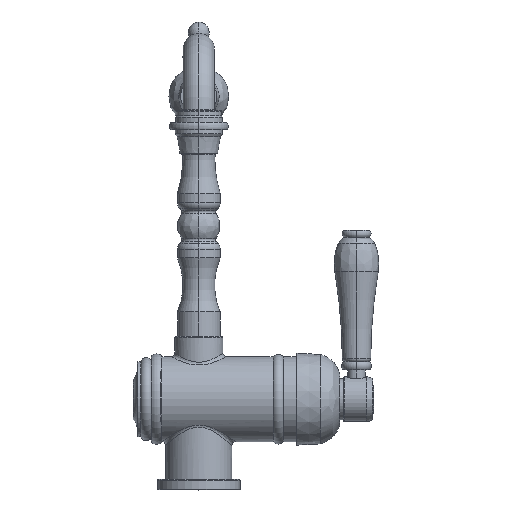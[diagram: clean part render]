
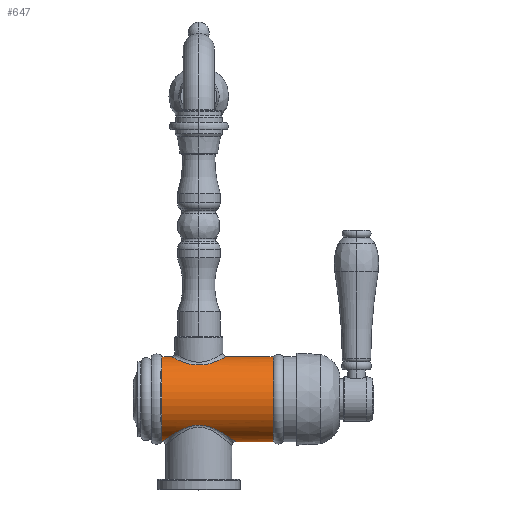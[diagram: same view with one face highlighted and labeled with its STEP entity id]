
A CAD part, top view. The second image highlights one B-rep face of the part: STEP entity #647.
In plain terms, the highlighted cylindrical face has radius 24.5 mm (diameter 49 mm), a partial arc.
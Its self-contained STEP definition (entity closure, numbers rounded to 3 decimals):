
#2=DIRECTION('',(1.,0.,0.));
#3=VECTOR('',#2,25.2);
#4=CARTESIAN_POINT('',(21.,-24.5,0.));
#5=LINE('',#4,#3);
#16=DIRECTION('',(1.,0.,0.));
#17=VECTOR('',#16,0.8);
#18=CARTESIAN_POINT('',(-21.8,-24.5,0.));
#19=LINE('',#18,#17);
#79=CARTESIAN_POINT('',(21.,-24.5,
0.));
#80=CARTESIAN_POINT('',(21.,-24.5,0.756));
#81=CARTESIAN_POINT('',(20.905,-24.43,2.312));
#82=CARTESIAN_POINT('',(20.421,-24.077,4.766));
#83=CARTESIAN_POINT('',(19.538,-23.44,7.289));
#84=CARTESIAN_POINT('',(18.21,-22.505,9.812));
#85=CARTESIAN_POINT('',(16.38,-21.261,12.28));
#86=CARTESIAN_POINT('',(13.998,-19.739,14.596));
#87=CARTESIAN_POINT('',(11.186,-18.131,16.527));
#88=CARTESIAN_POINT('',(8.453,-16.816,17.84));
#89=CARTESIAN_POINT('',(5.822,-15.832,18.707));
#90=CARTESIAN_POINT('',(3.376,-15.216,19.205));
#91=CARTESIAN_POINT('',(1.076,-14.928,19.427));
#92=CARTESIAN_POINT('',(-1.161,-14.934,19.423));
#93=CARTESIAN_POINT('',(-3.458,-15.232,19.192));
#94=CARTESIAN_POINT('',(-5.898,-15.856,18.687));
#95=CARTESIAN_POINT('',(-8.519,-16.845,17.813));
#96=CARTESIAN_POINT('',(-11.242,-18.161,16.494));
#97=CARTESIAN_POINT('',(-14.048,-19.77,14.555));
#98=CARTESIAN_POINT('',(-16.42,-21.288,12.235));
#99=CARTESIAN_POINT('',(-18.24,-22.525,9.765));
#100=CARTESIAN_POINT('',(-19.559,-23.455,7.241));
#101=CARTESIAN_POINT('',(-20.434,-24.086,4.718));
#102=CARTESIAN_POINT('',(-20.909,-24.433,2.272));
#103=CARTESIAN_POINT('',(-21.,-24.5,
0.74));
#104=CARTESIAN_POINT('',(-21.,-24.5,
0.));
#138=CARTESIAN_POINT('',(-21.8,0.,0.));
#139=DIRECTION('',(-1.,0.,0.));
#140=DIRECTION('',(0.,-1.,0.));
#141=AXIS2_PLACEMENT_3D('',#138,#139,#140);
#143=DIRECTION('',(1.,0.,0.));
#144=VECTOR('',#143,5.95);
#145=CARTESIAN_POINT('',(-21.8,24.5,0.));
#146=LINE('',#145,#144);
#147=DIRECTION('',(1.,0.,0.));
#148=VECTOR('',#147,30.35);
#149=CARTESIAN_POINT('',(15.85,24.5,0.));
#150=LINE('',#149,#148);
#151=CARTESIAN_POINT('',(46.2,0.,0.));
#152=DIRECTION('',(1.,0.,0.));
#153=DIRECTION('',(0.,1.,0.));
#154=AXIS2_PLACEMENT_3D('',#151,#152,#153);
#156=CARTESIAN_POINT('',(-15.85,24.5,0.));
#157=CARTESIAN_POINT('',(-15.85,24.5,0.377));
#158=CARTESIAN_POINT('',(-15.818,24.482,1.167));
#159=CARTESIAN_POINT('',(-15.651,24.39,2.442));
#160=CARTESIAN_POINT('',(-15.326,24.213,3.834));
#161=CARTESIAN_POINT('',(-14.796,23.928,5.342));
#162=CARTESIAN_POINT('',(-14.001,23.514,6.952));
#163=CARTESIAN_POINT('',(-12.879,22.955,8.626));
#164=CARTESIAN_POINT('',(-11.348,22.247,10.317));
#165=CARTESIAN_POINT('',(-9.393,21.444,11.887));
#166=CARTESIAN_POINT('',(-7.118,20.672,13.172));
#167=CARTESIAN_POINT('',(-4.662,20.063,14.069));
#168=CARTESIAN_POINT('',(-2.371,19.72,14.54));
#169=CARTESIAN_POINT('',(-0.067,19.595,14.706));
#170=CARTESIAN_POINT('',(2.246,19.707,14.557));
#171=CARTESIAN_POINT('',(4.521,20.036,14.107));
#172=CARTESIAN_POINT('',(6.971,20.629,13.238));
#173=CARTESIAN_POINT('',(9.264,21.396,11.974));
#174=CARTESIAN_POINT('',(11.249,22.203,10.412));
#175=CARTESIAN_POINT('',(12.813,22.923,8.711));
#176=CARTESIAN_POINT('',(13.96,23.493,7.024));
#177=CARTESIAN_POINT('',(14.773,23.916,5.398));
#178=CARTESIAN_POINT('',(15.315,24.207,3.875));
#179=CARTESIAN_POINT('',(15.647,24.388,2.468));
#180=CARTESIAN_POINT('',(15.818,24.482,1.179));
#181=CARTESIAN_POINT('',(15.85,24.5,0.381));
#182=CARTESIAN_POINT('',(15.85,24.5,0.));
#336=VERTEX_POINT('',#156);
#337=VERTEX_POINT('',#182);
#340=VERTEX_POINT('',#79);
#341=VERTEX_POINT('',#104);
#344=CARTESIAN_POINT('',(-21.8,24.5,0.));
#345=CARTESIAN_POINT('',(-21.8,-24.5,0.));
#346=VERTEX_POINT('',#344);
#347=VERTEX_POINT('',#345);
#348=CARTESIAN_POINT('',(46.2,24.5,0.));
#349=CARTESIAN_POINT('',(46.2,-24.5,0.));
#350=VERTEX_POINT('',#348);
#351=VERTEX_POINT('',#349);
#629=CARTESIAN_POINT('',(-23.3,0.,0.));
#630=DIRECTION('',(1.,0.,0.));
#631=DIRECTION('',(0.,-1.,0.));
#632=AXIS2_PLACEMENT_3D('',#629,#630,#631);
#633=CYLINDRICAL_SURFACE('',#632,24.5);
#634=ORIENTED_EDGE('',*,*,#620,.T.);
#635=ORIENTED_EDGE('',*,*,#379,.F.);
#637=ORIENTED_EDGE('',*,*,#636,.T.);
#638=ORIENTED_EDGE('',*,*,#375,.T.);
#640=ORIENTED_EDGE('',*,*,#639,.T.);
#641=ORIENTED_EDGE('',*,*,#371,.T.);
#643=ORIENTED_EDGE('',*,*,#642,.T.);
#644=ORIENTED_EDGE('',*,*,#367,.F.);
#645=EDGE_LOOP('',(#634,#635,#637,#638,#640,#641,#643,#644));
#646=FACE_OUTER_BOUND('',#645,.F.);
#647=ADVANCED_FACE('',(#646),#633,.T.);
#105=B_SPLINE_CURVE_WITH_KNOTS('',3,(#79,#80,#81,#82,#83,#84,#85,#86,#87,#88,
#89,#90,#91,#92,#93,#94,#95,#96,#97,#98,#99,#100,#101,#102,#103,#104),
.UNSPECIFIED.,.F.,.F.,(4,1,1,1,1,1,1,1,1,1,1,1,1,1,1,1,1,1,1,1,1,1,1,4),(0.,
0.043,0.087,0.13,0.174,
0.217,0.261,0.304,0.348,
0.391,0.435,0.478,0.522,
0.565,0.609,0.652,0.696,
0.739,0.783,0.826,0.87,
0.913,0.957,1.),.UNSPECIFIED.);
#142=CIRCLE('',#141,24.5);
#155=CIRCLE('',#154,24.5);
#183=B_SPLINE_CURVE_WITH_KNOTS('',3,(#156,#157,#158,#159,#160,#161,#162,#163,
#164,#165,#166,#167,#168,#169,#170,#171,#172,#173,#174,#175,#176,#177,#178,#179,
#180,#181,#182),.UNSPECIFIED.,.F.,.F.,(4,1,1,1,1,1,1,1,1,1,1,1,1,1,1,1,1,1,1,1,
1,1,1,1,4),(0.,0.042,0.083,0.125,0.167,
0.208,0.25,0.292,0.333,0.375,
0.417,0.458,0.5,0.542,0.583,
0.625,0.667,0.708,0.75,0.792,
0.833,0.875,0.917,0.958,1.),
.UNSPECIFIED.);
#367=EDGE_CURVE('',#340,#351,#5,.T.);
#371=EDGE_CURVE('',#337,#350,#150,.T.);
#375=EDGE_CURVE('',#346,#336,#146,.T.);
#379=EDGE_CURVE('',#347,#341,#19,.T.);
#620=EDGE_CURVE('',#340,#341,#105,.T.);
#636=EDGE_CURVE('',#347,#346,#142,.T.);
#639=EDGE_CURVE('',#336,#337,#183,.T.);
#642=EDGE_CURVE('',#350,#351,#155,.T.);
